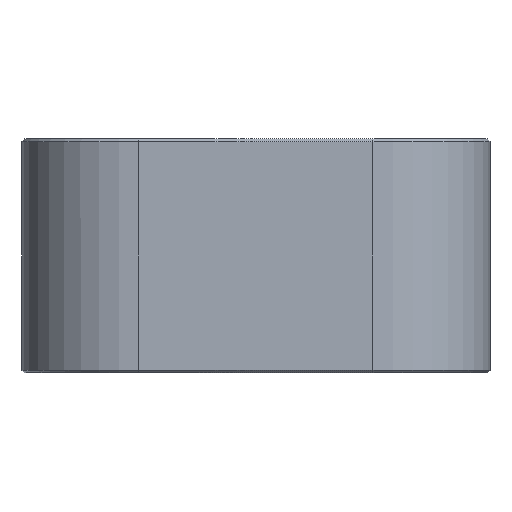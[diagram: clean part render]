
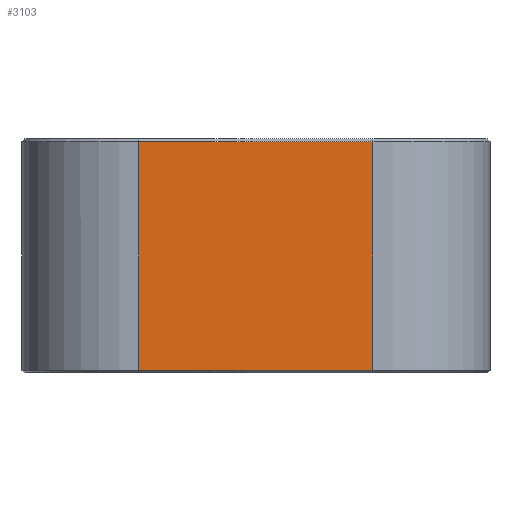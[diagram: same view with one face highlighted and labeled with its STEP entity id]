
A CAD part, left-side view. The second image highlights one B-rep face of the part: STEP entity #3103.
In plain terms, the highlighted planar face has unit normal (-1, 0, 0).
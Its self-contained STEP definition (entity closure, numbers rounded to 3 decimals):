
#196=PLANE('',#3477);
#380=FACE_OUTER_BOUND('',#590,.T.);
#590=EDGE_LOOP('',(#2860,#2861,#2862,#2863));
#819=LINE('',#5334,#1076);
#843=LINE('',#5402,#1100);
#844=LINE('',#5404,#1101);
#849=LINE('',#5417,#1106);
#1076=VECTOR('',#4348,10.);
#1100=VECTOR('',#4428,10.);
#1101=VECTOR('',#4431,10.);
#1106=VECTOR('',#4450,10.);
#1522=VERTEX_POINT('',#5328);
#1523=VERTEX_POINT('',#5332);
#1532=VERTEX_POINT('',#5371);
#1538=VERTEX_POINT('',#5395);
#1942=EDGE_CURVE('',#1523,#1522,#819,.T.);
#1977=EDGE_CURVE('',#1538,#1532,#843,.T.);
#1978=EDGE_CURVE('',#1532,#1523,#844,.T.);
#1984=EDGE_CURVE('',#1538,#1522,#849,.T.);
#2860=ORIENTED_EDGE('',*,*,#1942,.F.);
#2861=ORIENTED_EDGE('',*,*,#1978,.F.);
#2862=ORIENTED_EDGE('',*,*,#1977,.F.);
#2863=ORIENTED_EDGE('',*,*,#1984,.T.);
#3103=ADVANCED_FACE('',(#380),#196,.T.);
#3477=AXIS2_PLACEMENT_3D('',#5418,#4451,#4452);
#4348=DIRECTION('',(0.,1.,0.));
#4428=DIRECTION('',(0.,-1.,0.));
#4431=DIRECTION('',(0.,0.,-1.));
#4450=DIRECTION('',(0.,0.,-1.));
#4451=DIRECTION('center_axis',(-1.,0.,0.));
#4452=DIRECTION('ref_axis',(0.,1.,0.));
#5328=CARTESIAN_POINT('',(-62.,18.,-35.6));
#5332=CARTESIAN_POINT('',(-62.,-18.,-35.6));
#5334=CARTESIAN_POINT('',(-62.,-9.,-35.6));
#5371=CARTESIAN_POINT('',(-62.,-18.,-0.4));
#5395=CARTESIAN_POINT('',(-62.,18.,-0.4));
#5402=CARTESIAN_POINT('',(-62.,-9.,-0.4));
#5404=CARTESIAN_POINT('',(-62.,-18.,0.));
#5417=CARTESIAN_POINT('',(-62.,18.,0.));
#5418=CARTESIAN_POINT('Origin',(-62.,-18.,0.));
